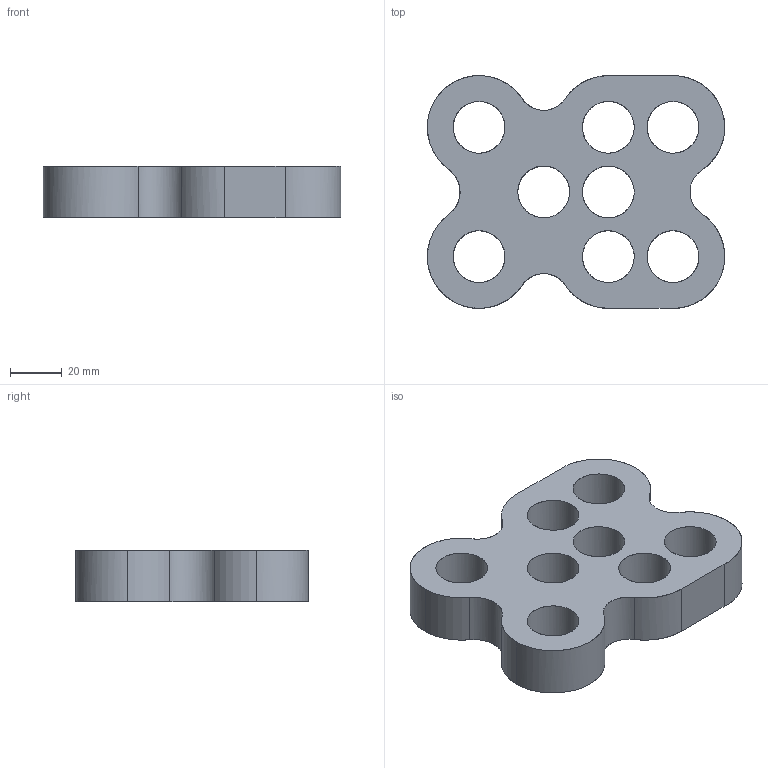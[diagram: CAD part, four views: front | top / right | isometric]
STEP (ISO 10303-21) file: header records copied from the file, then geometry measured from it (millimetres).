
FILE_DESCRIPTION(/* description */ ('AP-214 File'),/* implementation_level */ '2;1');
FILE_NAME(/* name */ 'delrin',/* time_stamp */ '2021-10-14T16:13:33+02:00',/* author */ (''),/* organization */ (''),/* preprocessor_version */ 'ST-DEVELOPER v9',/* originating_system */ 'Delcam Exchange5.8.1002',/* authorisation */ '');
FILE_SCHEMA (('AUTOMOTIVE_DESIGN_CC2'));
Bounding box: 114.99 x 90 x 20 mm (x, y, z)
Surface area: 30574.2 mm2 (no closed solid volume)
Topology: 0 solids, 25 shells, 25 faces, 192 edges, 192 vertices
Faces by surface type: bspline 16, cylinder 8, plane 1
Entity records: 5784 total; most frequent: CARTESIAN_POINT 4824, ORIENTED_EDGE 192, EDGE_CURVE 192, B_SPLINE_CURVE_WITH_KNOTS 192, VERTEX_POINT 192, EDGE_LOOP 42, FACE_OUTER_BOUND 26, STYLED_ITEM 24
